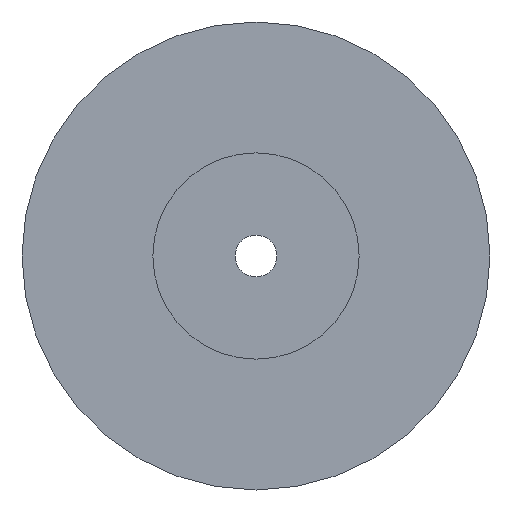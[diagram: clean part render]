
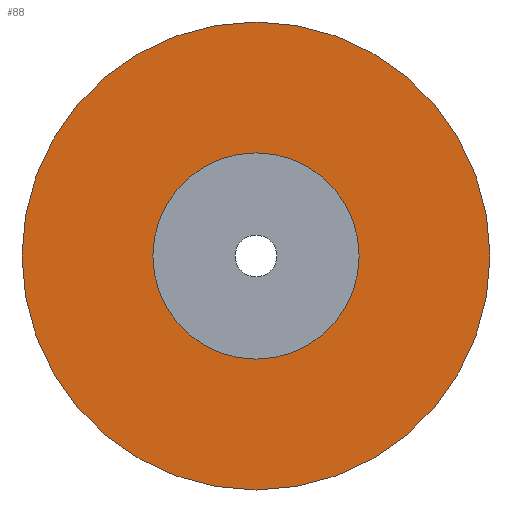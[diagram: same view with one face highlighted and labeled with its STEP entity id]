
A CAD part, left-side view. The second image highlights one B-rep face of the part: STEP entity #88.
In plain terms, the highlighted planar face has unit normal (-1, 0, 0).
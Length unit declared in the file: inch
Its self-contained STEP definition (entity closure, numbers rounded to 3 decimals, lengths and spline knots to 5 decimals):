
#28=FACE_BOUND('',#38,.T.);
#31=FACE_OUTER_BOUND('',#37,.T.);
#37=EDGE_LOOP('',(#67));
#38=EDGE_LOOP('',(#68));
#46=CIRCLE('',#110,0.87992);
#47=CIRCLE('',#111,0.3878);
#52=VERTEX_POINT('',#158);
#53=VERTEX_POINT('',#160);
#58=EDGE_CURVE('',#52,#52,#46,.T.);
#59=EDGE_CURVE('',#53,#53,#47,.T.);
#67=ORIENTED_EDGE('',*,*,#58,.F.);
#68=ORIENTED_EDGE('',*,*,#59,.F.);
#85=PLANE('',#109);
#88=ADVANCED_FACE('',(#31,#28),#85,.F.);
#109=AXIS2_PLACEMENT_3D('',#157,#126,#127);
#110=AXIS2_PLACEMENT_3D('',#159,#128,#129);
#111=AXIS2_PLACEMENT_3D('',#161,#130,#131);
#126=DIRECTION('center_axis',(1.,0.,0.));
#127=DIRECTION('ref_axis',(0.,1.,0.));
#128=DIRECTION('center_axis',(1.,0.,0.));
#129=DIRECTION('ref_axis',(0.,1.,0.));
#130=DIRECTION('center_axis',(-1.,0.,0.));
#131=DIRECTION('ref_axis',(0.,1.,0.));
#157=CARTESIAN_POINT('Origin',(19.18898,-7.11781,5.63918));
#158=CARTESIAN_POINT('',(19.18898,-7.99773,5.63918));
#159=CARTESIAN_POINT('Origin',(19.18898,-7.11781,5.63918));
#160=CARTESIAN_POINT('',(19.18898,-7.5056,5.63918));
#161=CARTESIAN_POINT('Origin',(19.18898,-7.11781,5.63918));
